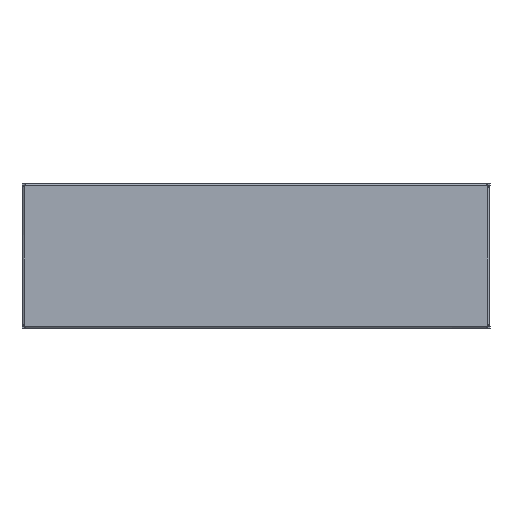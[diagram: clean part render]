
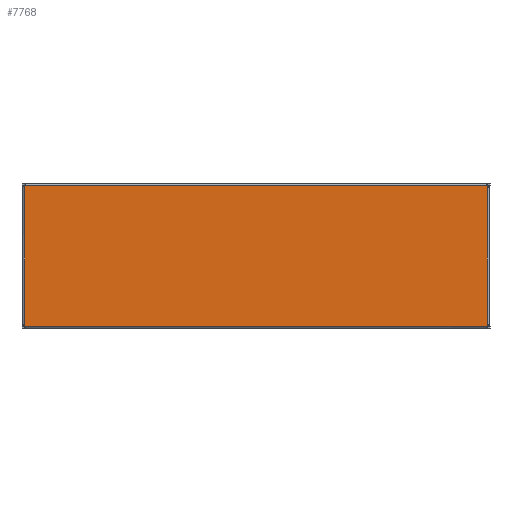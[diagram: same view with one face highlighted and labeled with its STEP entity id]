
A CAD part, top view. The second image highlights one B-rep face of the part: STEP entity #7768.
In plain terms, the highlighted planar face has unit normal (0, 0, 1).
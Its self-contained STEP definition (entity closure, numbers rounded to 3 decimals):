
#54 = CIRCLE ( 'NONE', #3088, 2.5 ) ;
#128 = CARTESIAN_POINT ( 'NONE',  ( 639.815, 3., 0. ) ) ;
#132 = DIRECTION ( 'NONE',  ( 0., 0., -1. ) ) ;
#626 = DIRECTION ( 'NONE',  ( 0., 0., -1. ) ) ;
#696 = ORIENTED_EDGE ( 'NONE', *, *, #4075, .T. ) ;
#724 = ORIENTED_EDGE ( 'NONE', *, *, #2626, .T. ) ;
#858 = VERTEX_POINT ( 'NONE', #2341 ) ;
#985 = EDGE_CURVE ( 'NONE', #1370, #3530, #54, .T. ) ;
#1193 = DIRECTION ( 'NONE',  ( 0., 0., -1. ) ) ;
#1233 = PLANE ( 'NONE',  #5062 ) ;
#1261 = DIRECTION ( 'NONE',  ( 0., 1., 0. ) ) ;
#1270 = CARTESIAN_POINT ( 'NONE',  ( 0., 3., 0. ) ) ;
#1370 = VERTEX_POINT ( 'NONE', #128 ) ;
#1446 = DIRECTION ( 'NONE',  ( 0., 0., -1. ) ) ;
#1682 = ORIENTED_EDGE ( 'NONE', *, *, #7087, .T. ) ;
#1738 = CARTESIAN_POINT ( 'NONE',  ( 4.185, 3., 0. ) ) ;
#1747 = FACE_OUTER_BOUND ( 'NONE', #4550, .T. ) ;
#1856 = ORIENTED_EDGE ( 'NONE', *, *, #7828, .T. ) ;
#1861 = LINE ( 'NONE', #1270, #3620 ) ;
#1870 = CARTESIAN_POINT ( 'NONE',  ( 640.3, 3.875, 0. ) ) ;
#1899 = DIRECTION ( 'NONE',  ( -1., 0., 0. ) ) ;
#2105 = AXIS2_PLACEMENT_3D ( 'NONE', #5460, #626, #1899 ) ;
#2106 = ORIENTED_EDGE ( 'NONE', *, *, #985, .T. ) ;
#2116 = VECTOR ( 'NONE', #1261, 1000. ) ;
#2341 = CARTESIAN_POINT ( 'NONE',  ( 640.3, 195.125, 0. ) ) ;
#2386 = VECTOR ( 'NONE', #5274, 1000. ) ;
#2444 = LINE ( 'NONE', #7803, #3761 ) ;
#2580 = DIRECTION ( 'NONE',  ( 0., 0., -1. ) ) ;
#2626 = EDGE_CURVE ( 'NONE', #3766, #1370, #1861, .T. ) ;
#2650 = CARTESIAN_POINT ( 'NONE',  ( 3.7, 195.125, 0. ) ) ;
#2912 = EDGE_CURVE ( 'NONE', #4606, #3766, #6527, .T. ) ;
#3082 = VERTEX_POINT ( 'NONE', #2650 ) ;
#3088 = AXIS2_PLACEMENT_3D ( 'NONE', #6717, #2580, #5002 ) ;
#3208 = DIRECTION ( 'NONE',  ( -1., 0., 0. ) ) ;
#3528 = CARTESIAN_POINT ( 'NONE',  ( 3.7, 3.875, 0. ) ) ;
#3530 = VERTEX_POINT ( 'NONE', #1870 ) ;
#3620 = VECTOR ( 'NONE', #5508, 1000. ) ;
#3761 = VECTOR ( 'NONE', #7339, 1000. ) ;
#3766 = VERTEX_POINT ( 'NONE', #1738 ) ;
#4075 = EDGE_CURVE ( 'NONE', #6945, #4279, #2444, .T. ) ;
#4250 = CARTESIAN_POINT ( 'NONE',  ( 639.815, 196., 0. ) ) ;
#4279 = VERTEX_POINT ( 'NONE', #6255 ) ;
#4550 = EDGE_LOOP ( 'NONE', ( #1856, #696, #5329, #1682, #4898, #724, #2106, #6350 ) ) ;
#4606 = VERTEX_POINT ( 'NONE', #3528 ) ;
#4795 = DIRECTION ( 'NONE',  ( -1., 0., 0. ) ) ;
#4857 = CARTESIAN_POINT ( 'NONE',  ( 640.3, 3., 0. ) ) ;
#4898 = ORIENTED_EDGE ( 'NONE', *, *, #2912, .T. ) ;
#5002 = DIRECTION ( 'NONE',  ( 1., 0., 0. ) ) ;
#5062 = AXIS2_PLACEMENT_3D ( 'NONE', #5390, #1193, #4795 ) ;
#5168 = EDGE_CURVE ( 'NONE', #3530, #858, #6697, .T. ) ;
#5274 = DIRECTION ( 'NONE',  ( 0., -1., 0. ) ) ;
#5329 = ORIENTED_EDGE ( 'NONE', *, *, #5503, .T. ) ;
#5390 = CARTESIAN_POINT ( 'NONE',  ( 0., 199., 0. ) ) ;
#5460 = CARTESIAN_POINT ( 'NONE',  ( 1.8, 2.25, 0. ) ) ;
#5503 = EDGE_CURVE ( 'NONE', #4279, #3082, #6804, .T. ) ;
#5508 = DIRECTION ( 'NONE',  ( 1., 0., 0. ) ) ;
#5805 = LINE ( 'NONE', #7186, #2386 ) ;
#6255 = CARTESIAN_POINT ( 'NONE',  ( 4.185, 196., 0. ) ) ;
#6264 = CARTESIAN_POINT ( 'NONE',  ( 642.2, 196.75, 0. ) ) ;
#6331 = CIRCLE ( 'NONE', #6965, 2.5 ) ;
#6350 = ORIENTED_EDGE ( 'NONE', *, *, #5168, .T. ) ;
#6363 = DIRECTION ( 'NONE',  ( 1., 0., 0. ) ) ;
#6527 = CIRCLE ( 'NONE', #2105, 2.5 ) ;
#6697 = LINE ( 'NONE', #4857, #2116 ) ;
#6717 = CARTESIAN_POINT ( 'NONE',  ( 642.2, 2.25, 0. ) ) ;
#6804 = CIRCLE ( 'NONE', #7810, 2.5 ) ;
#6845 = CARTESIAN_POINT ( 'NONE',  ( 1.8, 196.75, 0. ) ) ;
#6945 = VERTEX_POINT ( 'NONE', #4250 ) ;
#6965 = AXIS2_PLACEMENT_3D ( 'NONE', #6264, #132, #3208 ) ;
#7087 = EDGE_CURVE ( 'NONE', #3082, #4606, #5805, .T. ) ;
#7186 = CARTESIAN_POINT ( 'NONE',  ( 3.7, 196., 0. ) ) ;
#7339 = DIRECTION ( 'NONE',  ( -1., 0., 0. ) ) ;
#7768 = ADVANCED_FACE ( 'NONE', ( #1747 ), #1233, .F. ) ;
#7803 = CARTESIAN_POINT ( 'NONE',  ( 644., 196., 0. ) ) ;
#7810 = AXIS2_PLACEMENT_3D ( 'NONE', #6845, #1446, #6363 ) ;
#7828 = EDGE_CURVE ( 'NONE', #858, #6945, #6331, .T. ) ;
